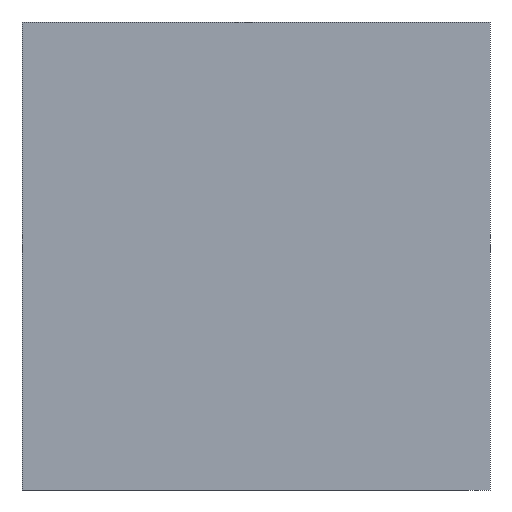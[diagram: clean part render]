
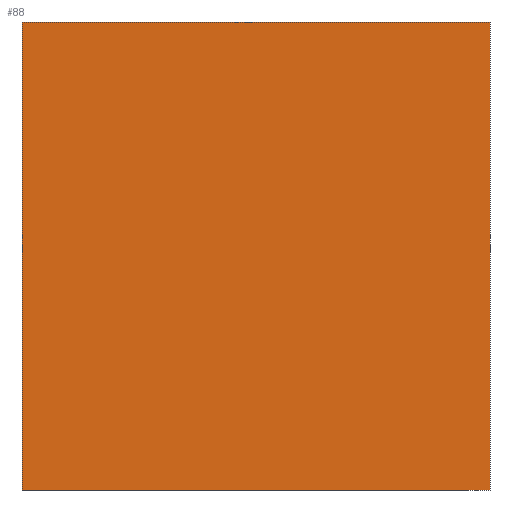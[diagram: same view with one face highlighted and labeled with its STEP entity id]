
A CAD part, left-side view. The second image highlights one B-rep face of the part: STEP entity #88.
In plain terms, the highlighted planar face has unit normal (-1, 0, 0).
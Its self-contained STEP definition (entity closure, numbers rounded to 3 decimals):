
#16 = EDGE_LOOP ( 'NONE', ( #252, #57, #413, #255 ) ) ;
#39 = VERTEX_POINT ( 'NONE', #91 ) ;
#50 = DIRECTION ( 'NONE',  ( 0., -1., 0. ) ) ;
#57 = ORIENTED_EDGE ( 'NONE', *, *, #158, .F. ) ;
#60 = PLANE ( 'NONE',  #150 ) ;
#88 = ADVANCED_FACE ( 'NONE', ( #237 ), #60, .F. ) ;
#91 = CARTESIAN_POINT ( 'NONE',  ( 0., 0., 0. ) ) ;
#101 = DIRECTION ( 'NONE',  ( 0., -1., 0. ) ) ;
#116 = VECTOR ( 'NONE', #101, 1000. ) ;
#117 = VERTEX_POINT ( 'NONE', #363 ) ;
#124 = LINE ( 'NONE', #389, #432 ) ;
#129 = CARTESIAN_POINT ( 'NONE',  ( 0., 0., 40. ) ) ;
#150 = AXIS2_PLACEMENT_3D ( 'NONE', #405, #246, #440 ) ;
#158 = EDGE_CURVE ( 'NONE', #234, #39, #187, .T. ) ;
#163 = LINE ( 'NONE', #176, #116 ) ;
#176 = CARTESIAN_POINT ( 'NONE',  ( 0., 0., 0. ) ) ;
#187 = LINE ( 'NONE', #212, #287 ) ;
#205 = EDGE_CURVE ( 'NONE', #117, #406, #124, .T. ) ;
#212 = CARTESIAN_POINT ( 'NONE',  ( 0., 0., 40. ) ) ;
#234 = VERTEX_POINT ( 'NONE', #356 ) ;
#235 = VECTOR ( 'NONE', #50, 1000. ) ;
#237 = FACE_OUTER_BOUND ( 'NONE', #16, .T. ) ;
#246 = DIRECTION ( 'NONE',  ( 1., 0., 0. ) ) ;
#247 = DIRECTION ( 'NONE',  ( 0., 0., -1. ) ) ;
#252 = ORIENTED_EDGE ( 'NONE', *, *, #313, .T. ) ;
#255 = ORIENTED_EDGE ( 'NONE', *, *, #205, .T. ) ;
#261 = EDGE_CURVE ( 'NONE', #117, #234, #458, .T. ) ;
#286 = DIRECTION ( 'NONE',  ( 0., 0., -1. ) ) ;
#287 = VECTOR ( 'NONE', #286, 1000. ) ;
#313 = EDGE_CURVE ( 'NONE', #406, #39, #163, .T. ) ;
#356 = CARTESIAN_POINT ( 'NONE',  ( 0., 0., 40. ) ) ;
#363 = CARTESIAN_POINT ( 'NONE',  ( 0., 40., 40. ) ) ;
#380 = CARTESIAN_POINT ( 'NONE',  ( 0., 40., 0. ) ) ;
#389 = CARTESIAN_POINT ( 'NONE',  ( 0., 40., 40. ) ) ;
#405 = CARTESIAN_POINT ( 'NONE',  ( 0., 0., 40. ) ) ;
#406 = VERTEX_POINT ( 'NONE', #380 ) ;
#413 = ORIENTED_EDGE ( 'NONE', *, *, #261, .F. ) ;
#432 = VECTOR ( 'NONE', #247, 1000. ) ;
#440 = DIRECTION ( 'NONE',  ( 0., 0., -1. ) ) ;
#458 = LINE ( 'NONE', #129, #235 ) ;
